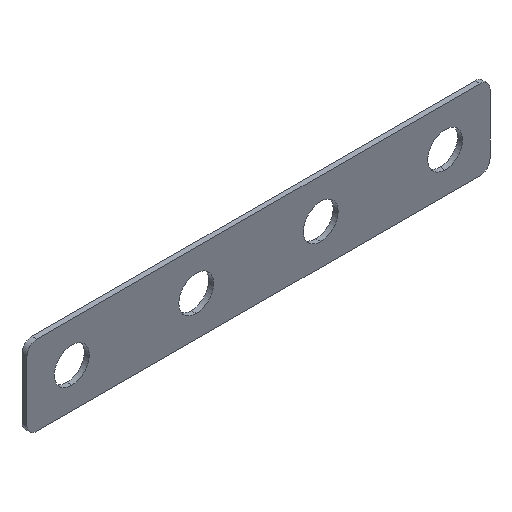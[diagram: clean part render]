
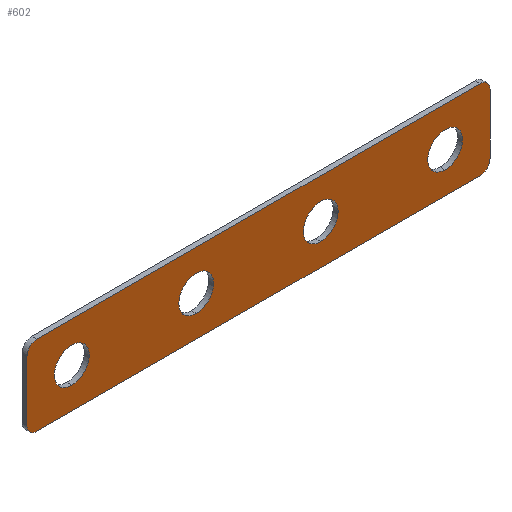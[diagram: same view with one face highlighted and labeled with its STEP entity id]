
A CAD part, isometric view. The second image highlights one B-rep face of the part: STEP entity #602.
In plain terms, the highlighted planar face has unit normal (0, -1, 0).
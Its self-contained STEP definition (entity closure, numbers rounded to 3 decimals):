
#10 = CARTESIAN_POINT ( 'NONE',  ( -37.5, 0., 0. ) ) ;
#16 = ORIENTED_EDGE ( 'NONE', *, *, #430, .F. ) ;
#35 = DIRECTION ( 'NONE',  ( 0., -1., 0. ) ) ;
#39 = LINE ( 'NONE', #411, #281 ) ;
#41 = VECTOR ( 'NONE', #362, 1000. ) ;
#54 = VERTEX_POINT ( 'NONE', #523 ) ;
#55 = VERTEX_POINT ( 'NONE', #377 ) ;
#56 = CARTESIAN_POINT ( 'NONE',  ( 37.5, 0., 0. ) ) ;
#60 = EDGE_LOOP ( 'NONE', ( #619, #66 ) ) ;
#66 = ORIENTED_EDGE ( 'NONE', *, *, #222, .F. ) ;
#72 = VERTEX_POINT ( 'NONE', #316 ) ;
#81 = DIRECTION ( 'NONE',  ( 0., 0., 1. ) ) ;
#84 = EDGE_CURVE ( 'NONE', #102, #198, #669, .T. ) ;
#93 = ORIENTED_EDGE ( 'NONE', *, *, #428, .F. ) ;
#98 = ORIENTED_EDGE ( 'NONE', *, *, #627, .F. ) ;
#99 = DIRECTION ( 'NONE',  ( 0., 0., 1. ) ) ;
#102 = VERTEX_POINT ( 'NONE', #415 ) ;
#103 = DIRECTION ( 'NONE',  ( 0., -1., 0. ) ) ;
#104 = CARTESIAN_POINT ( 'NONE',  ( -12.5, 0., 0. ) ) ;
#105 = EDGE_LOOP ( 'NONE', ( #219, #93 ) ) ;
#109 = AXIS2_PLACEMENT_3D ( 'NONE', #56, #35, #340 ) ;
#112 = ORIENTED_EDGE ( 'NONE', *, *, #242, .F. ) ;
#114 = EDGE_CURVE ( 'NONE', #462, #72, #39, .T. ) ;
#121 = ORIENTED_EDGE ( 'NONE', *, *, #297, .F. ) ;
#131 = EDGE_CURVE ( 'NONE', #313, #673, #646, .T. ) ;
#138 = VERTEX_POINT ( 'NONE', #639 ) ;
#141 = ORIENTED_EDGE ( 'NONE', *, *, #396, .F. ) ;
#142 = CARTESIAN_POINT ( 'NONE',  ( -46.5, 0., -6. ) ) ;
#148 = CARTESIAN_POINT ( 'NONE',  ( -37.5, 0., 3.5 ) ) ;
#157 = AXIS2_PLACEMENT_3D ( 'NONE', #285, #284, #283 ) ;
#177 = CARTESIAN_POINT ( 'NONE',  ( -44.5, 0., -6. ) ) ;
#180 = EDGE_CURVE ( 'NONE', #673, #313, #474, .T. ) ;
#192 = EDGE_LOOP ( 'NONE', ( #256, #648 ) ) ;
#198 = VERTEX_POINT ( 'NONE', #436 ) ;
#203 = EDGE_CURVE ( 'NONE', #389, #462, #521, .T. ) ;
#208 = CARTESIAN_POINT ( 'NONE',  ( 44.5, 0., -8. ) ) ;
#215 = AXIS2_PLACEMENT_3D ( 'NONE', #10, #457, #403 ) ;
#218 = ORIENTED_EDGE ( 'NONE', *, *, #238, .F. ) ;
#219 = ORIENTED_EDGE ( 'NONE', *, *, #336, .F. ) ;
#222 = EDGE_CURVE ( 'NONE', #198, #102, #394, .T. ) ;
#225 = DIRECTION ( 'NONE',  ( 1., 0., 0. ) ) ;
#227 = VERTEX_POINT ( 'NONE', #370 ) ;
#232 = CARTESIAN_POINT ( 'NONE',  ( -44.5, 0., -8. ) ) ;
#238 = EDGE_CURVE ( 'NONE', #55, #227, #506, .T. ) ;
#240 = DIRECTION ( 'NONE',  ( -1., 0., 0. ) ) ;
#241 = VERTEX_POINT ( 'NONE', #323 ) ;
#242 = EDGE_CURVE ( 'NONE', #138, #241, #671, .T. ) ;
#244 = DIRECTION ( 'NONE',  ( 0., 0., 1. ) ) ;
#246 = ORIENTED_EDGE ( 'NONE', *, *, #203, .F. ) ;
#251 = DIRECTION ( 'NONE',  ( 0., -1., 0. ) ) ;
#256 = ORIENTED_EDGE ( 'NONE', *, *, #131, .F. ) ;
#257 = FACE_OUTER_BOUND ( 'NONE', #545, .T. ) ;
#258 = DIRECTION ( 'NONE',  ( 0., 1., 0. ) ) ;
#262 = PLANE ( 'NONE',  #331 ) ;
#274 = CARTESIAN_POINT ( 'NONE',  ( 12.5, 0., 0. ) ) ;
#275 = AXIS2_PLACEMENT_3D ( 'NONE', #104, #103, #99 ) ;
#281 = VECTOR ( 'NONE', #305, 1000. ) ;
#283 = DIRECTION ( 'NONE',  ( 0., 0., 1. ) ) ;
#284 = DIRECTION ( 'NONE',  ( 0., 1., 0. ) ) ;
#285 = CARTESIAN_POINT ( 'NONE',  ( -44.5, 0., 6. ) ) ;
#287 = ORIENTED_EDGE ( 'NONE', *, *, #114, .F. ) ;
#289 = ORIENTED_EDGE ( 'NONE', *, *, #621, .F. ) ;
#293 = AXIS2_PLACEMENT_3D ( 'NONE', #649, #518, #644 ) ;
#295 = DIRECTION ( 'NONE',  ( 0., 0., 1. ) ) ;
#297 = EDGE_CURVE ( 'NONE', #559, #408, #472, .T. ) ;
#301 = DIRECTION ( 'NONE',  ( 0., -1., 0. ) ) ;
#302 = AXIS2_PLACEMENT_3D ( 'NONE', #306, #301, #295 ) ;
#305 = DIRECTION ( 'NONE',  ( 0., 0., -1. ) ) ;
#306 = CARTESIAN_POINT ( 'NONE',  ( 12.5, 0., 0. ) ) ;
#310 = AXIS2_PLACEMENT_3D ( 'NONE', #177, #522, #490 ) ;
#313 = VERTEX_POINT ( 'NONE', #148 ) ;
#316 = CARTESIAN_POINT ( 'NONE',  ( 46.5, 0., -6. ) ) ;
#323 = CARTESIAN_POINT ( 'NONE',  ( 12.5, 0., -3.5 ) ) ;
#327 = DIRECTION ( 'NONE',  ( 0., 0., 1. ) ) ;
#330 = DIRECTION ( 'NONE',  ( 0., -1., 0. ) ) ;
#331 = AXIS2_PLACEMENT_3D ( 'NONE', #405, #258, #81 ) ;
#332 = CARTESIAN_POINT ( 'NONE',  ( 37.5, 0., 0. ) ) ;
#336 = EDGE_CURVE ( 'NONE', #386, #54, #567, .T. ) ;
#340 = DIRECTION ( 'NONE',  ( 0., 0., 1. ) ) ;
#341 = AXIS2_PLACEMENT_3D ( 'NONE', #378, #375, #374 ) ;
#347 = VERTEX_POINT ( 'NONE', #142 ) ;
#348 = CARTESIAN_POINT ( 'NONE',  ( -37.5, 0., -3.5 ) ) ;
#362 = DIRECTION ( 'NONE',  ( 0., 0., 1. ) ) ;
#370 = CARTESIAN_POINT ( 'NONE',  ( -44.5, 0., 8. ) ) ;
#374 = DIRECTION ( 'NONE',  ( 0., 0., 1. ) ) ;
#375 = DIRECTION ( 'NONE',  ( 0., 1., 0. ) ) ;
#377 = CARTESIAN_POINT ( 'NONE',  ( -46.5, 0., 6. ) ) ;
#378 = CARTESIAN_POINT ( 'NONE',  ( 44.5, 0., 6. ) ) ;
#386 = VERTEX_POINT ( 'NONE', #598 ) ;
#389 = VERTEX_POINT ( 'NONE', #664 ) ;
#393 = CARTESIAN_POINT ( 'NONE',  ( -37.5, 0., 0. ) ) ;
#394 = CIRCLE ( 'NONE', #629, 3.5 ) ;
#396 = EDGE_CURVE ( 'NONE', #72, #559, #603, .T. ) ;
#403 = DIRECTION ( 'NONE',  ( 0., 0., 1. ) ) ;
#405 = CARTESIAN_POINT ( 'NONE',  ( -44.5, 0., -6. ) ) ;
#408 = VERTEX_POINT ( 'NONE', #658 ) ;
#411 = CARTESIAN_POINT ( 'NONE',  ( 46.5, 0., -6. ) ) ;
#415 = CARTESIAN_POINT ( 'NONE',  ( 37.5, 0., 3.5 ) ) ;
#423 = CIRCLE ( 'NONE', #302, 3.5 ) ;
#428 = EDGE_CURVE ( 'NONE', #54, #386, #630, .T. ) ;
#430 = EDGE_CURVE ( 'NONE', #227, #389, #557, .T. ) ;
#433 = EDGE_LOOP ( 'NONE', ( #112, #289 ) ) ;
#436 = CARTESIAN_POINT ( 'NONE',  ( 37.5, 0., -3.5 ) ) ;
#440 = CIRCLE ( 'NONE', #310, 2. ) ;
#443 = DIRECTION ( 'NONE',  ( 0., 0., 1. ) ) ;
#446 = DIRECTION ( 'NONE',  ( 0., -1., 0. ) ) ;
#455 = EDGE_CURVE ( 'NONE', #408, #347, #440, .T. ) ;
#457 = DIRECTION ( 'NONE',  ( 0., -1., 0. ) ) ;
#462 = VERTEX_POINT ( 'NONE', #484 ) ;
#472 = LINE ( 'NONE', #232, #582 ) ;
#474 = CIRCLE ( 'NONE', #575, 3.5 ) ;
#484 = CARTESIAN_POINT ( 'NONE',  ( 46.5, 0., 6. ) ) ;
#488 = ORIENTED_EDGE ( 'NONE', *, *, #455, .F. ) ;
#489 = FACE_BOUND ( 'NONE', #60, .T. ) ;
#490 = DIRECTION ( 'NONE',  ( 0., 0., 1. ) ) ;
#506 = CIRCLE ( 'NONE', #157, 2. ) ;
#514 = FACE_BOUND ( 'NONE', #433, .T. ) ;
#516 = VECTOR ( 'NONE', #225, 1000. ) ;
#518 = DIRECTION ( 'NONE',  ( 0., 1., 0. ) ) ;
#521 = CIRCLE ( 'NONE', #341, 2. ) ;
#522 = DIRECTION ( 'NONE',  ( 0., 1., 0. ) ) ;
#523 = CARTESIAN_POINT ( 'NONE',  ( -12.5, 0., -3.5 ) ) ;
#528 = DIRECTION ( 'NONE',  ( 0., 0., 1. ) ) ;
#534 = DIRECTION ( 'NONE',  ( 0., -1., 0. ) ) ;
#537 = CARTESIAN_POINT ( 'NONE',  ( -12.5, 0., 0. ) ) ;
#544 = AXIS2_PLACEMENT_3D ( 'NONE', #274, #251, #244 ) ;
#545 = EDGE_LOOP ( 'NONE', ( #488, #121, #141, #287, #246, #16, #218, #98 ) ) ;
#557 = LINE ( 'NONE', #607, #516 ) ;
#559 = VERTEX_POINT ( 'NONE', #208 ) ;
#561 = FACE_BOUND ( 'NONE', #192, .T. ) ;
#567 = CIRCLE ( 'NONE', #275, 3.5 ) ;
#575 = AXIS2_PLACEMENT_3D ( 'NONE', #393, #446, #443 ) ;
#582 = VECTOR ( 'NONE', #240, 1000. ) ;
#586 = CARTESIAN_POINT ( 'NONE',  ( -46.5, 0., -6. ) ) ;
#597 = FACE_BOUND ( 'NONE', #105, .T. ) ;
#598 = CARTESIAN_POINT ( 'NONE',  ( -12.5, 0., 3.5 ) ) ;
#602 = ADVANCED_FACE ( 'NONE', ( #597, #561, #257, #514, #489 ), #262, .F. ) ;
#603 = CIRCLE ( 'NONE', #293, 2. ) ;
#607 = CARTESIAN_POINT ( 'NONE',  ( -44.5, 0., 8. ) ) ;
#619 = ORIENTED_EDGE ( 'NONE', *, *, #84, .F. ) ;
#621 = EDGE_CURVE ( 'NONE', #241, #138, #423, .T. ) ;
#624 = LINE ( 'NONE', #586, #41 ) ;
#627 = EDGE_CURVE ( 'NONE', #347, #55, #624, .T. ) ;
#629 = AXIS2_PLACEMENT_3D ( 'NONE', #332, #330, #327 ) ;
#630 = CIRCLE ( 'NONE', #666, 3.5 ) ;
#639 = CARTESIAN_POINT ( 'NONE',  ( 12.5, 0., 3.5 ) ) ;
#644 = DIRECTION ( 'NONE',  ( 0., 0., -1. ) ) ;
#646 = CIRCLE ( 'NONE', #215, 3.5 ) ;
#648 = ORIENTED_EDGE ( 'NONE', *, *, #180, .F. ) ;
#649 = CARTESIAN_POINT ( 'NONE',  ( 44.5, 0., -6. ) ) ;
#658 = CARTESIAN_POINT ( 'NONE',  ( -44.5, 0., -8. ) ) ;
#664 = CARTESIAN_POINT ( 'NONE',  ( 44.5, 0., 8. ) ) ;
#666 = AXIS2_PLACEMENT_3D ( 'NONE', #537, #534, #528 ) ;
#669 = CIRCLE ( 'NONE', #109, 3.5 ) ;
#671 = CIRCLE ( 'NONE', #544, 3.5 ) ;
#673 = VERTEX_POINT ( 'NONE', #348 ) ;
